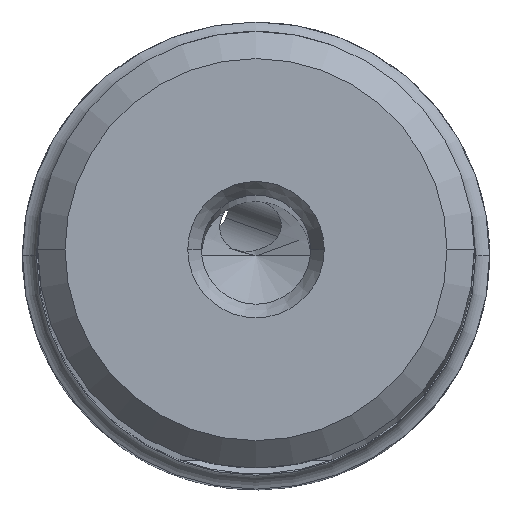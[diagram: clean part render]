
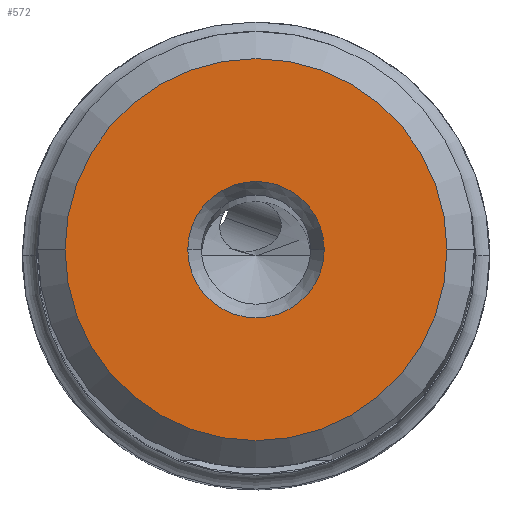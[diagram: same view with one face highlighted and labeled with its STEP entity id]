
A CAD part, top view. The second image highlights one B-rep face of the part: STEP entity #572.
In plain terms, the highlighted planar face has unit normal (0, 0, 1).
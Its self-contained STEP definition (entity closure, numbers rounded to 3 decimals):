
#572=ADVANCED_FACE('',(#669,#670),#650,.T.);
#650=PLANE('',#2195);
#669=FACE_BOUND('',#734,.T.);
#670=FACE_BOUND('',#735,.T.);
#734=EDGE_LOOP('',(#1114,#1115,#1116,#1117));
#735=EDGE_LOOP('',(#1118,#1119));
#1114=ORIENTED_EDGE('',*,*,#1758,.T.);
#1115=ORIENTED_EDGE('',*,*,#1762,.T.);
#1116=ORIENTED_EDGE('',*,*,#1761,.T.);
#1117=ORIENTED_EDGE('',*,*,#1759,.T.);
#1118=ORIENTED_EDGE('',*,*,#1763,.T.);
#1119=ORIENTED_EDGE('',*,*,#1764,.T.);
#1506=VERTEX_POINT('',#3679);
#1507=VERTEX_POINT('',#3681);
#1508=VERTEX_POINT('',#3683);
#1509=VERTEX_POINT('',#3687);
#1510=VERTEX_POINT('',#3691);
#1511=VERTEX_POINT('',#3692);
#1758=EDGE_CURVE('',#1507,#1506,#1927,.T.);
#1759=EDGE_CURVE('',#1508,#1507,#1928,.T.);
#1761=EDGE_CURVE('',#1509,#1508,#1929,.T.);
#1762=EDGE_CURVE('',#1506,#1509,#1930,.T.);
#1763=EDGE_CURVE('',#1510,#1511,#1931,.T.);
#1764=EDGE_CURVE('',#1511,#1510,#1932,.T.);
#1927=CIRCLE('',#2187,7.);
#1928=CIRCLE('',#2188,7.);
#1929=CIRCLE('',#2190,7.);
#1930=CIRCLE('',#2191,7.);
#1931=CIRCLE('',#2193,2.5);
#1932=CIRCLE('',#2194,2.5);
#2187=AXIS2_PLACEMENT_3D('',#3680,#2627,#2628);
#2188=AXIS2_PLACEMENT_3D('',#3682,#2629,#2630);
#2190=AXIS2_PLACEMENT_3D('',#3686,#2634,#2635);
#2191=AXIS2_PLACEMENT_3D('',#3688,#2636,#2637);
#2193=AXIS2_PLACEMENT_3D('',#3690,#2640,#2641);
#2194=AXIS2_PLACEMENT_3D('',#3693,#2642,#2643);
#2195=AXIS2_PLACEMENT_3D('',#3694,#2644,#2645);
#2627=DIRECTION('',(0.,0.,1.));
#2628=DIRECTION('',(0.,1.,0.));
#2629=DIRECTION('',(0.,0.,1.));
#2630=DIRECTION('',(1.,0.,0.));
#2634=DIRECTION('',(0.,0.,1.));
#2635=DIRECTION('',(0.,-1.,0.));
#2636=DIRECTION('',(0.,0.,1.));
#2637=DIRECTION('',(-1.,0.,0.));
#2640=DIRECTION('',(0.,0.,-1.));
#2641=DIRECTION('',(-1.,0.,0.));
#2642=DIRECTION('',(0.,0.,-1.));
#2643=DIRECTION('',(1.,0.,0.));
#2644=DIRECTION('',(0.,0.,1.));
#2645=DIRECTION('',(-1.,0.,0.));
#3679=CARTESIAN_POINT('',(-7.,0.,0.));
#3680=CARTESIAN_POINT('',(0.,0.,0.));
#3681=CARTESIAN_POINT('',(0.,7.,0.));
#3682=CARTESIAN_POINT('',(0.,0.,0.));
#3683=CARTESIAN_POINT('',(7.,0.,0.));
#3686=CARTESIAN_POINT('',(0.,0.,0.));
#3687=CARTESIAN_POINT('',(0.,-7.,0.));
#3688=CARTESIAN_POINT('',(0.,0.,0.));
#3690=CARTESIAN_POINT('',(0.,0.,0.));
#3691=CARTESIAN_POINT('',(-2.5,0.,0.));
#3692=CARTESIAN_POINT('',(2.5,0.,0.));
#3693=CARTESIAN_POINT('',(0.,0.,0.));
#3694=CARTESIAN_POINT('',(0.,0.,0.));
